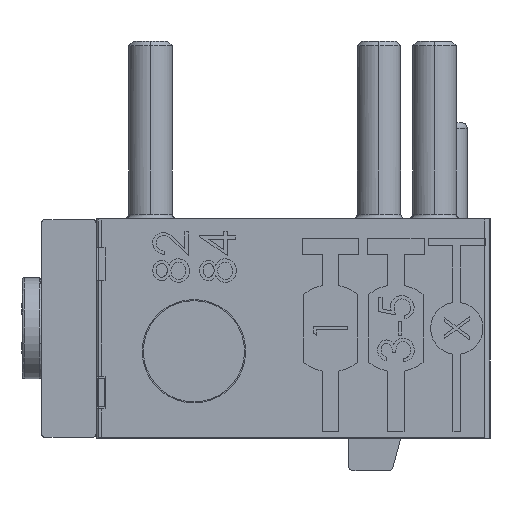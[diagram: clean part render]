
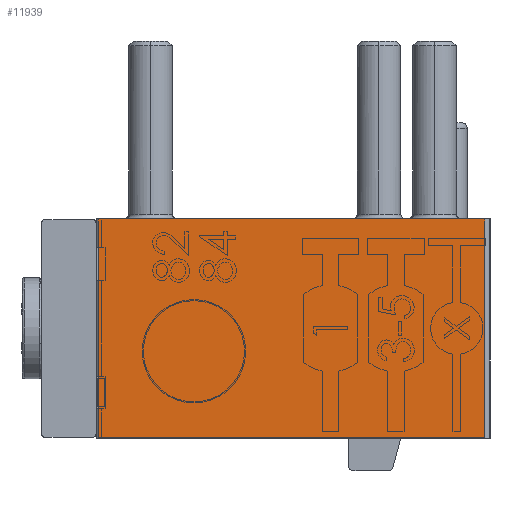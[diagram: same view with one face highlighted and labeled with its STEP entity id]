
A CAD part, left-side view. The second image highlights one B-rep face of the part: STEP entity #11939.
In plain terms, the highlighted planar face has unit normal (-1, 0, 0).
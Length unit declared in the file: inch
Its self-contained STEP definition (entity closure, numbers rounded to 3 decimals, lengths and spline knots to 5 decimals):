
#39 = LINE ( 'NONE', #23045, #10124 ) ;
#540 = CARTESIAN_POINT ( 'NONE',  ( -0.00984, 1.41732, 0.39567 ) ) ;
#2365 = VERTEX_POINT ( 'NONE', #23907 ) ;
#4089 = FACE_OUTER_BOUND ( 'NONE', #10329, .T. ) ;
#7502 = EDGE_CURVE ( 'NONE', #2365, #11782, #14495, .T. ) ;
#10124 = VECTOR ( 'NONE', #13580, 39.37008 ) ;
#10142 = ORIENTED_EDGE ( 'NONE', *, *, #13851, .F. ) ;
#10329 = EDGE_LOOP ( 'NONE', ( #10946, #22951, #10142, #24020 ) ) ;
#10771 = DIRECTION ( 'NONE',  ( 0., -1., 0. ) ) ;
#10946 = ORIENTED_EDGE ( 'NONE', *, *, #30575, .F. ) ;
#11782 = VERTEX_POINT ( 'NONE', #24249 ) ;
#11939 = ADVANCED_FACE ( 'NONE', ( #4089 ), #27257, .F. ) ;
#13570 = EDGE_CURVE ( 'NONE', #16852, #21890, #15483, .T. ) ;
#13580 = DIRECTION ( 'NONE',  ( 0., 0., 1. ) ) ;
#13851 = EDGE_CURVE ( 'NONE', #21890, #2365, #25034, .T. ) ;
#14323 = CARTESIAN_POINT ( 'NONE',  ( -0.00984, 0., 0. ) ) ;
#14495 = LINE ( 'NONE', #19541, #25458 ) ;
#15334 = DIRECTION ( 'NONE',  ( 1., 0., 0. ) ) ;
#15483 = LINE ( 'NONE', #540, #18872 ) ;
#16852 = VERTEX_POINT ( 'NONE', #19656 ) ;
#18327 = DIRECTION ( 'NONE',  ( 0., 0., -1. ) ) ;
#18872 = VECTOR ( 'NONE', #10771, 39.37008 ) ;
#19541 = CARTESIAN_POINT ( 'NONE',  ( -0.00984, 0.01969, -0.39567 ) ) ;
#19656 = CARTESIAN_POINT ( 'NONE',  ( -0.00984, 1.41732, 0.39567 ) ) ;
#20261 = AXIS2_PLACEMENT_3D ( 'NONE', #14323, #15334, #18327 ) ;
#21890 = VERTEX_POINT ( 'NONE', #23385 ) ;
#22499 = DIRECTION ( 'NONE',  ( 0., 0., -1. ) ) ;
#22951 = ORIENTED_EDGE ( 'NONE', *, *, #7502, .F. ) ;
#23045 = CARTESIAN_POINT ( 'NONE',  ( -0.00984, 1.41732, -0.39567 ) ) ;
#23385 = CARTESIAN_POINT ( 'NONE',  ( -0.00984, 0.01969, 0.39567 ) ) ;
#23907 = CARTESIAN_POINT ( 'NONE',  ( -0.00984, 0.01969, -0.39567 ) ) ;
#24020 = ORIENTED_EDGE ( 'NONE', *, *, #13570, .F. ) ;
#24249 = CARTESIAN_POINT ( 'NONE',  ( -0.00984, 1.41732, -0.39567 ) ) ;
#25034 = LINE ( 'NONE', #32574, #31213 ) ;
#25084 = DIRECTION ( 'NONE',  ( 0., 1., 0. ) ) ;
#25458 = VECTOR ( 'NONE', #25084, 39.37008 ) ;
#27257 = PLANE ( 'NONE',  #20261 ) ;
#30575 = EDGE_CURVE ( 'NONE', #11782, #16852, #39, .T. ) ;
#31213 = VECTOR ( 'NONE', #22499, 39.37008 ) ;
#32574 = CARTESIAN_POINT ( 'NONE',  ( -0.00984, 0.01969, 0.39567 ) ) ;
